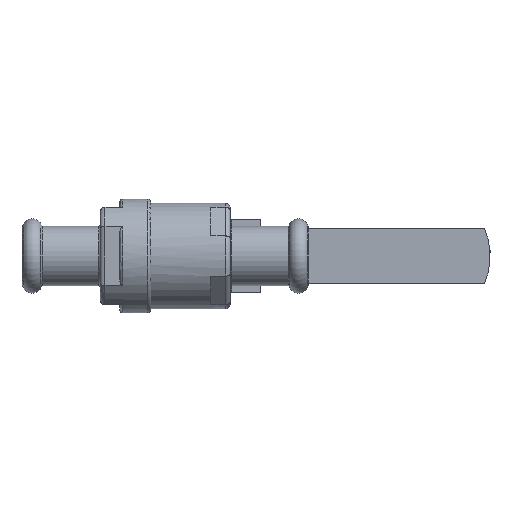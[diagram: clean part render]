
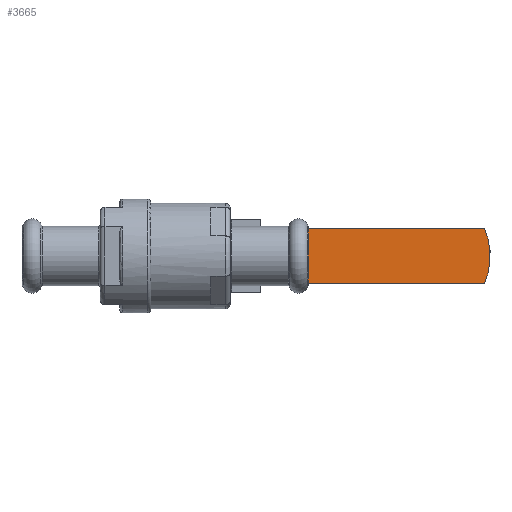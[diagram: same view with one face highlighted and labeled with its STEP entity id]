
A CAD part, front view. The second image highlights one B-rep face of the part: STEP entity #3665.
In plain terms, the highlighted planar face has unit normal (0, -1, 0).
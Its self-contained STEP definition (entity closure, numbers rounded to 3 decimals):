
#244=LINE('',#6409,#528);
#264=LINE('',#6456,#548);
#265=LINE('',#6457,#549);
#528=VECTOR('',#4830,1000.);
#548=VECTOR('',#4882,1000.);
#549=VECTOR('',#4883,1000.);
#822=PLANE('',#4017);
#1536=ORIENTED_EDGE('',*,*,#2312,.T.);
#1537=ORIENTED_EDGE('',*,*,#2219,.T.);
#1538=ORIENTED_EDGE('',*,*,#2313,.F.);
#1539=ORIENTED_EDGE('',*,*,#2286,.F.);
#2219=EDGE_CURVE('',#2678,#2679,#2903,.T.);
#2286=EDGE_CURVE('',#2721,#2722,#244,.T.);
#2312=EDGE_CURVE('',#2721,#2678,#264,.T.);
#2313=EDGE_CURVE('',#2722,#2679,#265,.T.);
#2678=VERTEX_POINT('',#6280);
#2679=VERTEX_POINT('',#6281);
#2721=VERTEX_POINT('',#6410);
#2722=VERTEX_POINT('',#6411);
#2903=CIRCLE('',#3970,21.);
#3126=EDGE_LOOP('',(#1536,#1537,#1538,#1539));
#3398=FACE_BOUND('',#3126,.T.);
#3665=ADVANCED_FACE('',(#3398),#822,.T.);
#3970=AXIS2_PLACEMENT_3D('',#6279,#4715,#4716);
#4017=AXIS2_PLACEMENT_3D('',#6455,#4880,#4881);
#4715=DIRECTION('',(0.,-1.,0.));
#4716=DIRECTION('',(0.,0.,-1.));
#4830=DIRECTION('',(0.,0.,1.));
#4880=DIRECTION('',(0.,-1.,0.));
#4881=DIRECTION('',(0.,0.,-1.));
#4882=DIRECTION('',(1.,0.,0.));
#4883=DIRECTION('',(1.,0.,0.));
#6279=CARTESIAN_POINT('',(74.,98.,0.));
#6280=CARTESIAN_POINT('',(93.203,98.,-8.5));
#6281=CARTESIAN_POINT('',(93.203,98.,8.5));
#6409=CARTESIAN_POINT('',(34.732,98.,-8.5));
#6410=CARTESIAN_POINT('',(34.732,98.,-8.5));
#6411=CARTESIAN_POINT('',(34.732,98.,8.5));
#6455=CARTESIAN_POINT('',(34.732,98.,-8.5));
#6456=CARTESIAN_POINT('',(34.732,98.,-8.5));
#6457=CARTESIAN_POINT('',(34.732,98.,8.5));
